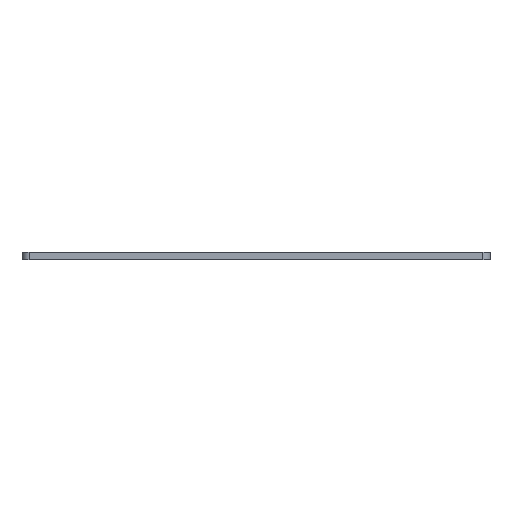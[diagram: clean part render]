
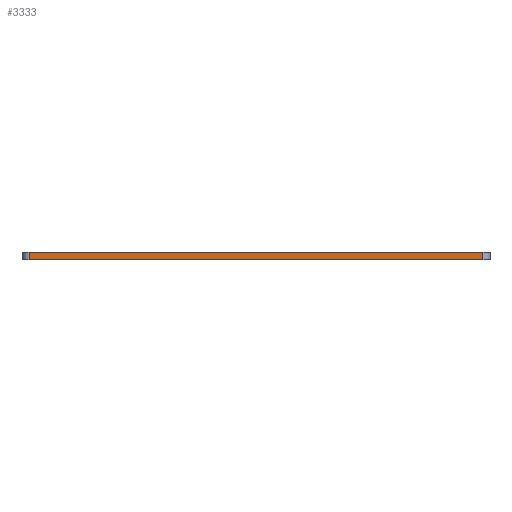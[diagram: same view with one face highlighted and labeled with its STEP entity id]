
A CAD part, left-side view. The second image highlights one B-rep face of the part: STEP entity #3333.
In plain terms, the highlighted planar face has unit normal (-1, 0, 0).
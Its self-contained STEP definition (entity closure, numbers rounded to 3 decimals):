
#25 = LINE ( 'NONE', #5672, #1100 ) ;
#553 = AXIS2_PLACEMENT_3D ( 'NONE', #5688, #1536, #3563 ) ;
#586 = FACE_OUTER_BOUND ( 'NONE', #6573, .T. ) ;
#929 = EDGE_CURVE ( 'NONE', #5288, #5655, #2963, .T. ) ;
#1100 = VECTOR ( 'NONE', #4209, 1000. ) ;
#1503 = PLANE ( 'NONE',  #553 ) ;
#1536 = DIRECTION ( 'NONE',  ( -1., 0., 0. ) ) ;
#1542 = CARTESIAN_POINT ( 'NONE',  ( -81.55, 63., 2. ) ) ;
#2066 = VECTOR ( 'NONE', #5567, 1000. ) ;
#2149 = ORIENTED_EDGE ( 'NONE', *, *, #2906, .F. ) ;
#2263 = ORIENTED_EDGE ( 'NONE', *, *, #929, .F. ) ;
#2315 = ORIENTED_EDGE ( 'NONE', *, *, #2588, .T. ) ;
#2364 = VERTEX_POINT ( 'NONE', #2925 ) ;
#2391 = LINE ( 'NONE', #4480, #2066 ) ;
#2588 = EDGE_CURVE ( 'NONE', #2364, #4603, #25, .T. ) ;
#2852 = CARTESIAN_POINT ( 'NONE',  ( -81.55, -63., 2. ) ) ;
#2906 = EDGE_CURVE ( 'NONE', #2364, #5288, #4613, .T. ) ;
#2925 = CARTESIAN_POINT ( 'NONE',  ( -81.55, 63., 0. ) ) ;
#2963 = LINE ( 'NONE', #4473, #4980 ) ;
#2997 = DIRECTION ( 'NONE',  ( 0., -1., 0. ) ) ;
#3131 = EDGE_CURVE ( 'NONE', #4603, #5655, #2391, .T. ) ;
#3333 = ADVANCED_FACE ( 'NONE', ( #586 ), #1503, .T. ) ;
#3473 = CARTESIAN_POINT ( 'NONE',  ( -81.55, 63., 2. ) ) ;
#3563 = DIRECTION ( 'NONE',  ( 0., -1., 0. ) ) ;
#3847 = ORIENTED_EDGE ( 'NONE', *, *, #3131, .T. ) ;
#4110 = VECTOR ( 'NONE', #5667, 1000. ) ;
#4209 = DIRECTION ( 'NONE',  ( 0., -1., 0. ) ) ;
#4473 = CARTESIAN_POINT ( 'NONE',  ( -81.55, 65., 2. ) ) ;
#4480 = CARTESIAN_POINT ( 'NONE',  ( -81.55, -63., 2. ) ) ;
#4603 = VERTEX_POINT ( 'NONE', #6350 ) ;
#4613 = LINE ( 'NONE', #1542, #4110 ) ;
#4980 = VECTOR ( 'NONE', #2997, 1000. ) ;
#5288 = VERTEX_POINT ( 'NONE', #3473 ) ;
#5567 = DIRECTION ( 'NONE',  ( 0., 0., 1. ) ) ;
#5655 = VERTEX_POINT ( 'NONE', #2852 ) ;
#5667 = DIRECTION ( 'NONE',  ( 0., 0., 1. ) ) ;
#5672 = CARTESIAN_POINT ( 'NONE',  ( -81.55, 0., 0. ) ) ;
#5688 = CARTESIAN_POINT ( 'NONE',  ( -81.55, 65., 2. ) ) ;
#6350 = CARTESIAN_POINT ( 'NONE',  ( -81.55, -63., 0. ) ) ;
#6573 = EDGE_LOOP ( 'NONE', ( #2149, #2315, #3847, #2263 ) ) ;
